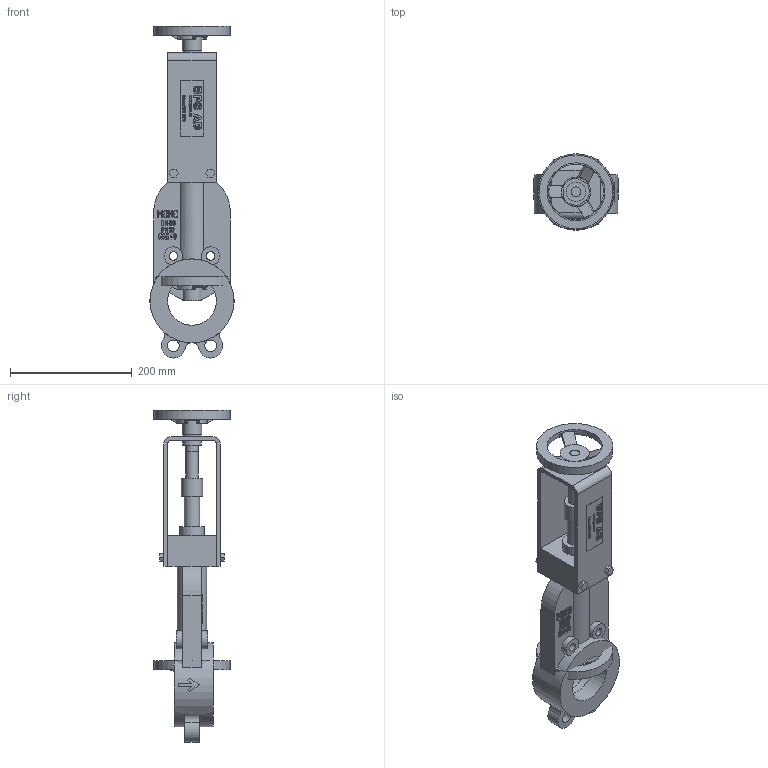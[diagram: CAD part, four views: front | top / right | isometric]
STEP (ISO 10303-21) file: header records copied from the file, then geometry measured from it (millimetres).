
FILE_DESCRIPTION( ( 'Unknown' ), '1' );
FILE_NAME( 'BPS 2010080 knife gate valve DN80.stp', 'Unknown', ( 'Unknown' ), ( 'Unknown' ), 'PSStep 10.1', 'Unknown', ' ' );
FILE_SCHEMA( ( 'AUTOMOTIVE_DESIGN { 1 0 10303 214 1 1 1 1 }' ) );
Length unit declared in the file: millimetre
Products named in the file (3): Assem1; Knife gate valve for handwheel DN80 BPS; Handwheel D125 BPS
Bounding box: 138.5 x 125 x 545.9 mm (x, y, z)
Volume: 3917747 mm3; surface area: 606901.8 mm2
Topology: 4 solids, 4 shells, 1338 faces, 3324 edges, 2202 vertices
Faces by surface type: extrusion 730, plane 420, cylinder 154, bspline 30, cone 4
Full cylindrical faces by diameter (mm): 13.835 x4, 16 x4, 19 x4, 20 x4, 25 x2, 30 x4, 32 x2, 35 x2, 40 x2, 80 x4, 91 x2, 121 x2, 125 x2, 138 x2
Entity records: 33800 total; most frequent: CARTESIAN_POINT 13579, ORIENTED_EDGE 3226, DIRECTION 2194, EDGE_CURVE 1613, VECTOR 1228, VERTEX_POINT 1094, B_SPLINE_CURVE_WITH_KNOTS 924, LINE 863
